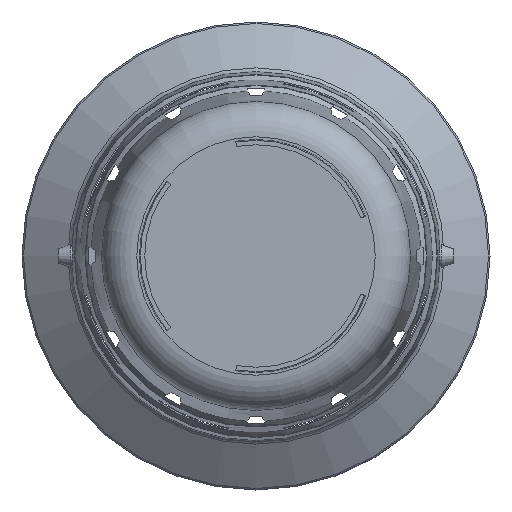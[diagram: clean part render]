
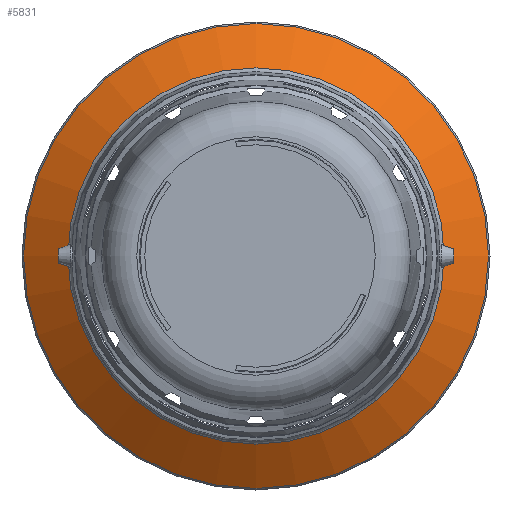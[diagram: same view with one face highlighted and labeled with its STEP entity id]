
A CAD part, front view. The second image highlights one B-rep face of the part: STEP entity #5831.
In plain terms, the highlighted conical face has half-angle 55.561 degrees and reference radius 119.083 mm.
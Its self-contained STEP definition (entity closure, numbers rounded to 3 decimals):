
#296=CONICAL_SURFACE('',#6387,119.083,0.97);
#522=FACE_OUTER_BOUND('',#814,.T.);
#814=EDGE_LOOP('',(#4907,#4908,#4909,#4910,#4911,#4912));
#1108=CIRCLE('',#6385,106.535);
#1109=CIRCLE('',#6386,106.535);
#1110=CIRCLE('',#6388,131.631);
#1111=CIRCLE('',#6389,131.631);
#1520=LINE('',#10956,#1922);
#1922=VECTOR('',#7807,119.083);
#2557=VERTEX_POINT('',#10946);
#2558=VERTEX_POINT('',#10948);
#2559=VERTEX_POINT('',#10952);
#2560=VERTEX_POINT('',#10953);
#3364=EDGE_CURVE('',#2558,#2557,#1108,.T.);
#3365=EDGE_CURVE('',#2557,#2558,#1109,.T.);
#3366=EDGE_CURVE('',#2559,#2560,#1110,.T.);
#3367=EDGE_CURVE('',#2560,#2559,#1111,.T.);
#3368=EDGE_CURVE('',#2560,#2558,#1520,.T.);
#4907=ORIENTED_EDGE('',*,*,#3366,.F.);
#4908=ORIENTED_EDGE('',*,*,#3367,.F.);
#4909=ORIENTED_EDGE('',*,*,#3368,.T.);
#4910=ORIENTED_EDGE('',*,*,#3364,.T.);
#4911=ORIENTED_EDGE('',*,*,#3365,.T.);
#4912=ORIENTED_EDGE('',*,*,#3368,.F.);
#5831=ADVANCED_FACE('',(#522),#296,.T.);
#6385=AXIS2_PLACEMENT_3D('',#10949,#7797,#7798);
#6386=AXIS2_PLACEMENT_3D('',#10950,#7799,#7800);
#6387=AXIS2_PLACEMENT_3D('',#10951,#7801,#7802);
#6388=AXIS2_PLACEMENT_3D('',#10954,#7803,#7804);
#6389=AXIS2_PLACEMENT_3D('',#10955,#7805,#7806);
#7797=DIRECTION('center_axis',(0.,1.,0.));
#7798=DIRECTION('ref_axis',(1.,0.,0.));
#7799=DIRECTION('center_axis',(0.,1.,0.));
#7800=DIRECTION('ref_axis',(1.,0.,0.));
#7801=DIRECTION('center_axis',(0.,1.,0.));
#7802=DIRECTION('ref_axis',(-1.,0.,0.));
#7803=DIRECTION('center_axis',(0.,1.,0.));
#7804=DIRECTION('ref_axis',(1.,0.,0.));
#7805=DIRECTION('center_axis',(0.,1.,0.));
#7806=DIRECTION('ref_axis',(1.,0.,0.));
#7807=DIRECTION('',(-0.825,-0.566,0.));
#10946=CARTESIAN_POINT('',(0.,229.895,-106.535));
#10948=CARTESIAN_POINT('',(106.535,229.895,0.));
#10949=CARTESIAN_POINT('Origin',(0.,229.895,
0.));
#10950=CARTESIAN_POINT('Origin',(0.,229.895,
0.));
#10951=CARTESIAN_POINT('Origin',(0.,238.5,
0.));
#10952=CARTESIAN_POINT('',(0.,247.104,-131.631));
#10953=CARTESIAN_POINT('',(131.631,247.104,0.));
#10954=CARTESIAN_POINT('Origin',(0.,247.104,
0.));
#10955=CARTESIAN_POINT('Origin',(0.,247.104,
0.));
#10956=CARTESIAN_POINT('',(119.083,238.5,0.));
